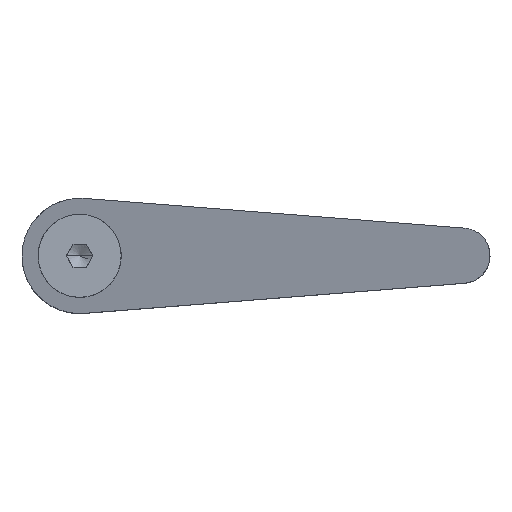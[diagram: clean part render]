
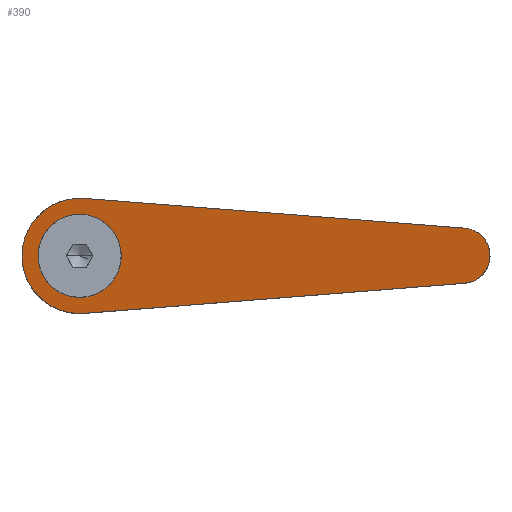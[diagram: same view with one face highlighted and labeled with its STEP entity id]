
A CAD part, top view. The second image highlights one B-rep face of the part: STEP entity #390.
In plain terms, the highlighted planar face has unit normal (-0.26, 0, 0.966).
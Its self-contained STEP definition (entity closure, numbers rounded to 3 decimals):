
#242=EDGE_CURVE('',#338,#312,#652,.T.);
#288=EDGE_CURVE('',#474,#508,#702,.T.);
#312=VERTEX_POINT('',#728);
#318=VERTEX_POINT('',#734);
#338=VERTEX_POINT('',#756);
#362=EDGE_CURVE('',#520,#318,#782,.T.);
#372=EDGE_CURVE('',#312,#520,#793,.T.);
#386=VERTEX_POINT('',#809);
#388=EDGE_CURVE('',#318,#386,#811,.T.);
#390=ADVANCED_FACE('',(#813,#814),#815,.F.);
#416=EDGE_CURVE('',#508,#570,#845,.T.);
#464=EDGE_CURVE('',#386,#338,#896,.T.);
#474=VERTEX_POINT('',#912);
#484=EDGE_CURVE('',#570,#474,#922,.T.);
#508=VERTEX_POINT('',#948);
#520=VERTEX_POINT('',#962);
#570=VERTEX_POINT('',#1017);
#652=ELLIPSE('',#1115,6.214,6.);
#702=ELLIPSE('',#1209,9.32,9.0);
#728=CARTESIAN_POINT('',(83.47,5.982,94.239));
#734=CARTESIAN_POINT('',(-12.5,0.,68.4));
#756=CARTESIAN_POINT('',(83.47,-5.982,94.239));
#782=ELLIPSE('',#1319,12.945,12.5);
#793=LINE('',#1333,#1334);
#809=CARTESIAN_POINT('',(0.979,-12.462,72.029));
#811=ELLIPSE('',#1356,12.945,12.5);
#813=FACE_BOUND('',#1358,.T.);
#814=FACE_OUTER_BOUND('',#1359,.T.);
#815=PLANE('',#1360);
#845=ELLIPSE('',#1410,9.32,9.0);
#896=LINE('',#1476,#1477);
#912=CARTESIAN_POINT('',(0.,9.,71.765));
#922=ELLIPSE('',#1507,9.32,9.0);
#948=CARTESIAN_POINT('',(-0.216,8.997,71.707));
#962=CARTESIAN_POINT('',(0.979,12.462,72.029));
#1017=CARTESIAN_POINT('',(0.,-9.,71.765));
#1115=AXIS2_PLACEMENT_3D('',#1767,#1768,#1769);
#1209=AXIS2_PLACEMENT_3D('',#1818,#1819,#1820);
#1319=AXIS2_PLACEMENT_3D('',#1896,#1897,#1898);
#1333=CARTESIAN_POINT('',(46.465,8.888,84.276));
#1334=VECTOR('',#1907,1.0);
#1356=AXIS2_PLACEMENT_3D('',#1932,#1933,#1934);
#1358=EDGE_LOOP('',(#1936,#1937,#1938));
#1359=EDGE_LOOP('',(#1939,#1940,#1941,#1942,#1943));
#1360=AXIS2_PLACEMENT_3D('',#1944,#1945,#1946);
#1410=AXIS2_PLACEMENT_3D('',#1990,#1991,#1992);
#1476=CARTESIAN_POINT('',(84.939,-5.866,94.634));
#1477=VECTOR('',#2037,1.0);
#1507=AXIS2_PLACEMENT_3D('',#2079,#2080,#2081);
#1767=CARTESIAN_POINT('',(83.0,0.0,94.112));
#1768=DIRECTION('',(-0.26,0.,0.966));
#1769=DIRECTION('',(0.966,0.,0.26));
#1818=CARTESIAN_POINT('',(0.,0.,71.765));
#1819=DIRECTION('',(-0.26,0.,0.966));
#1820=DIRECTION('',(-0.966,0.0,-0.26));
#1896=CARTESIAN_POINT('',(0.,0.,71.765));
#1897=DIRECTION('',(-0.26,0.,0.966));
#1898=DIRECTION('',(-0.966,0.,-0.26));
#1907=DIRECTION('',(-0.963,0.076,-0.259));
#1932=CARTESIAN_POINT('',(0.,0.,71.765));
#1933=DIRECTION('',(-0.26,0.,0.966));
#1934=DIRECTION('',(-0.966,0.,-0.26));
#1936=ORIENTED_EDGE('',*,*,#416,.F.);
#1937=ORIENTED_EDGE('',*,*,#288,.F.);
#1938=ORIENTED_EDGE('',*,*,#484,.F.);
#1939=ORIENTED_EDGE('',*,*,#362,.T.);
#1940=ORIENTED_EDGE('',*,*,#388,.T.);
#1941=ORIENTED_EDGE('',*,*,#464,.T.);
#1942=ORIENTED_EDGE('',*,*,#242,.T.);
#1943=ORIENTED_EDGE('',*,*,#372,.T.);
#1944=CARTESIAN_POINT('',(40.277,0.,82.61));
#1945=DIRECTION('',(0.26,0.,-0.966));
#1946=DIRECTION('',(0.251,0.966,0.068));
#1990=CARTESIAN_POINT('',(0.,0.,71.765));
#1991=DIRECTION('',(-0.26,0.,0.966));
#1992=DIRECTION('',(-0.966,0.0,-0.26));
#2037=DIRECTION('',(0.963,0.076,0.259));
#2079=CARTESIAN_POINT('',(0.,0.,71.765));
#2080=DIRECTION('',(-0.26,0.,0.966));
#2081=DIRECTION('',(-0.966,0.0,-0.26));
